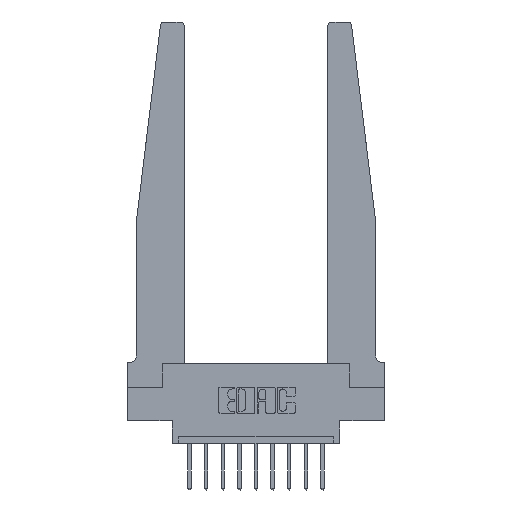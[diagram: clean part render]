
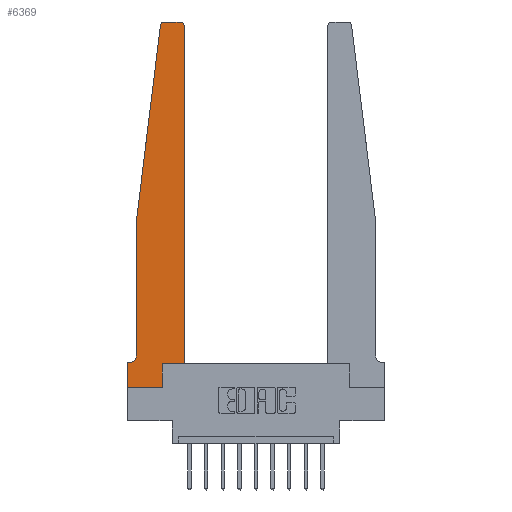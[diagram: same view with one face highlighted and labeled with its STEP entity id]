
A CAD part, top view. The second image highlights one B-rep face of the part: STEP entity #6369.
In plain terms, the highlighted planar face has unit normal (0, 0, 1).
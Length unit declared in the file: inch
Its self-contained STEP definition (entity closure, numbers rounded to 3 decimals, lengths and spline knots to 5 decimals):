
#27 = CARTESIAN_POINT ( 'NONE',  ( 0.2605, 0., 0.37 ) ) ;
#91 = VECTOR ( 'NONE', #5811, 39.37008 ) ;
#286 = CARTESIAN_POINT ( 'NONE',  ( 0., 0., 0.37 ) ) ;
#336 = CIRCLE ( 'NONE', #13541, 0.03 ) ;
#565 = EDGE_CURVE ( 'NONE', #3092, #11221, #15350, .T. ) ;
#745 = CARTESIAN_POINT ( 'NONE',  ( 0.27653, 2.75, 0.37 ) ) ;
#838 = CARTESIAN_POINT ( 'NONE',  ( 0.425, 2.72, 0.37 ) ) ;
#937 = CARTESIAN_POINT ( 'NONE',  ( 0.395, 2.72, 0.37 ) ) ;
#984 = DIRECTION ( 'NONE',  ( 0., 0., 1. ) ) ;
#1102 = PLANE ( 'NONE',  #13146 ) ;
#1249 = DIRECTION ( 'NONE',  ( 0., 0., 1. ) ) ;
#1285 = CARTESIAN_POINT ( 'NONE',  ( 0., 0., 0.37 ) ) ;
#1311 = CIRCLE ( 'NONE', #5284, 0.05 ) ;
#1721 = VERTEX_POINT ( 'NONE', #2396 ) ;
#1733 = VERTEX_POINT ( 'NONE', #6909 ) ;
#1847 = ORIENTED_EDGE ( 'NONE', *, *, #6352, .T. ) ;
#2081 = EDGE_CURVE ( 'NONE', #1721, #13230, #4855, .T. ) ;
#2085 = VECTOR ( 'NONE', #15069, 39.37008 ) ;
#2165 = VERTEX_POINT ( 'NONE', #27 ) ;
#2194 = DIRECTION ( 'NONE',  ( 0., 0., -1. ) ) ;
#2396 = CARTESIAN_POINT ( 'NONE',  ( 0.425, 0.18, 0.37 ) ) ;
#3092 = VERTEX_POINT ( 'NONE', #8903 ) ;
#3139 = VERTEX_POINT ( 'NONE', #6747 ) ;
#3568 = DIRECTION ( 'NONE',  ( -1., 0., 0. ) ) ;
#3680 = LINE ( 'NONE', #1285, #2085 ) ;
#3801 = LINE ( 'NONE', #9802, #7972 ) ;
#3933 = AXIS2_PLACEMENT_3D ( 'NONE', #937, #1249, #10648 ) ;
#4408 = CARTESIAN_POINT ( 'NONE',  ( 0.2605, 0.18, 0.37 ) ) ;
#4528 = ORIENTED_EDGE ( 'NONE', *, *, #8071, .T. ) ;
#4635 = DIRECTION ( 'NONE',  ( 1., 0., 0. ) ) ;
#4664 = CARTESIAN_POINT ( 'NONE',  ( 0.015, 0.2375, 0.37 ) ) ;
#4855 = LINE ( 'NONE', #7420, #12200 ) ;
#4990 = EDGE_LOOP ( 'NONE', ( #13222, #10366, #4528, #10425, #9574, #8456, #5128, #5337, #8959, #12391, #5922, #1847 ) ) ;
#5051 = DIRECTION ( 'NONE',  ( 1., 0., 0. ) ) ;
#5128 = ORIENTED_EDGE ( 'NONE', *, *, #13298, .T. ) ;
#5198 = EDGE_CURVE ( 'NONE', #2165, #8435, #11982, .T. ) ;
#5234 = EDGE_CURVE ( 'NONE', #3139, #2165, #10962, .T. ) ;
#5284 = AXIS2_PLACEMENT_3D ( 'NONE', #4664, #2194, #3568 ) ;
#5337 = ORIENTED_EDGE ( 'NONE', *, *, #5234, .T. ) ;
#5586 = VERTEX_POINT ( 'NONE', #8745 ) ;
#5690 = DIRECTION ( 'NONE',  ( 1., 0., 0. ) ) ;
#5811 = DIRECTION ( 'NONE',  ( 0., -1., 0. ) ) ;
#5908 = CARTESIAN_POINT ( 'NONE',  ( 0.065, 1.25, 0.37 ) ) ;
#5922 = ORIENTED_EDGE ( 'NONE', *, *, #2081, .T. ) ;
#5994 = DIRECTION ( 'NONE',  ( 0., 0., 1. ) ) ;
#6352 = EDGE_CURVE ( 'NONE', #13230, #13413, #11900, .T. ) ;
#6369 = ADVANCED_FACE ( 'NONE', ( #15162 ), #1102, .T. ) ;
#6747 = CARTESIAN_POINT ( 'NONE',  ( 0., 0., 0.37 ) ) ;
#6909 = CARTESIAN_POINT ( 'NONE',  ( 0.24675, 2.72367, 0.37 ) ) ;
#7016 = LINE ( 'NONE', #14247, #15005 ) ;
#7185 = VERTEX_POINT ( 'NONE', #745 ) ;
#7420 = CARTESIAN_POINT ( 'NONE',  ( 0.425, 0.18, 0.37 ) ) ;
#7972 = VECTOR ( 'NONE', #9881, 39.37008 ) ;
#8071 = EDGE_CURVE ( 'NONE', #1733, #12772, #9250, .T. ) ;
#8435 = VERTEX_POINT ( 'NONE', #4408 ) ;
#8456 = ORIENTED_EDGE ( 'NONE', *, *, #565, .T. ) ;
#8745 = CARTESIAN_POINT ( 'NONE',  ( 0.065, 0.2375, 0.37 ) ) ;
#8903 = CARTESIAN_POINT ( 'NONE',  ( 0.015, 0.1875, 0.37 ) ) ;
#8959 = ORIENTED_EDGE ( 'NONE', *, *, #5198, .T. ) ;
#9250 = LINE ( 'NONE', #5908, #9936 ) ;
#9370 = CARTESIAN_POINT ( 'NONE',  ( 0.27653, 2.72, 0.37 ) ) ;
#9574 = ORIENTED_EDGE ( 'NONE', *, *, #12916, .T. ) ;
#9802 = CARTESIAN_POINT ( 'NONE',  ( 0.25, 2.75, 0.37 ) ) ;
#9881 = DIRECTION ( 'NONE',  ( -1., 0., 0. ) ) ;
#9936 = VECTOR ( 'NONE', #12847, 39.37008 ) ;
#10366 = ORIENTED_EDGE ( 'NONE', *, *, #14946, .T. ) ;
#10425 = ORIENTED_EDGE ( 'NONE', *, *, #14979, .T. ) ;
#10535 = LINE ( 'NONE', #12903, #91 ) ;
#10648 = DIRECTION ( 'NONE',  ( 1., 0., 0. ) ) ;
#10809 = CARTESIAN_POINT ( 'NONE',  ( 0.2605, 0.18, 0.37 ) ) ;
#10962 = LINE ( 'NONE', #286, #13855 ) ;
#11160 = CARTESIAN_POINT ( 'NONE',  ( 0.395, 2.75, 0.37 ) ) ;
#11221 = VERTEX_POINT ( 'NONE', #14797 ) ;
#11553 = EDGE_CURVE ( 'NONE', #13413, #7185, #3801, .T. ) ;
#11900 = CIRCLE ( 'NONE', #3933, 0.03 ) ;
#11982 = LINE ( 'NONE', #10809, #13849 ) ;
#12200 = VECTOR ( 'NONE', #14507, 39.37008 ) ;
#12391 = ORIENTED_EDGE ( 'NONE', *, *, #15241, .T. ) ;
#12772 = VERTEX_POINT ( 'NONE', #13640 ) ;
#12847 = DIRECTION ( 'NONE',  ( -0.122, -0.992, 0. ) ) ;
#12903 = CARTESIAN_POINT ( 'NONE',  ( 0.065, 1.25, 0.37 ) ) ;
#12916 = EDGE_CURVE ( 'NONE', #5586, #3092, #1311, .T. ) ;
#12940 = CARTESIAN_POINT ( 'NONE',  ( 0., 0.1875, 0.37 ) ) ;
#13146 = AXIS2_PLACEMENT_3D ( 'NONE', #12940, #5994, #5690 ) ;
#13222 = ORIENTED_EDGE ( 'NONE', *, *, #11553, .T. ) ;
#13230 = VERTEX_POINT ( 'NONE', #838 ) ;
#13298 = EDGE_CURVE ( 'NONE', #11221, #3139, #3680, .T. ) ;
#13413 = VERTEX_POINT ( 'NONE', #11160 ) ;
#13541 = AXIS2_PLACEMENT_3D ( 'NONE', #9370, #984, #4635 ) ;
#13613 = VECTOR ( 'NONE', #13887, 39.37008 ) ;
#13640 = CARTESIAN_POINT ( 'NONE',  ( 0.065, 1.25, 0.37 ) ) ;
#13849 = VECTOR ( 'NONE', #14468, 39.37008 ) ;
#13855 = VECTOR ( 'NONE', #5051, 39.37008 ) ;
#13887 = DIRECTION ( 'NONE',  ( -1., 0., 0. ) ) ;
#14171 = DIRECTION ( 'NONE',  ( 1., 0., 0. ) ) ;
#14196 = CARTESIAN_POINT ( 'NONE',  ( 0.065, 0.1875, 0.37 ) ) ;
#14247 = CARTESIAN_POINT ( 'NONE',  ( 0.425, 0.18, 0.37 ) ) ;
#14468 = DIRECTION ( 'NONE',  ( 0., 1., 0. ) ) ;
#14507 = DIRECTION ( 'NONE',  ( 0., 1., 0. ) ) ;
#14797 = CARTESIAN_POINT ( 'NONE',  ( 0., 0.1875, 0.37 ) ) ;
#14946 = EDGE_CURVE ( 'NONE', #7185, #1733, #336, .T. ) ;
#14979 = EDGE_CURVE ( 'NONE', #12772, #5586, #10535, .T. ) ;
#15005 = VECTOR ( 'NONE', #14171, 39.37008 ) ;
#15069 = DIRECTION ( 'NONE',  ( 0., -1., 0. ) ) ;
#15162 = FACE_OUTER_BOUND ( 'NONE', #4990, .T. ) ;
#15241 = EDGE_CURVE ( 'NONE', #8435, #1721, #7016, .T. ) ;
#15350 = LINE ( 'NONE', #14196, #13613 ) ;
